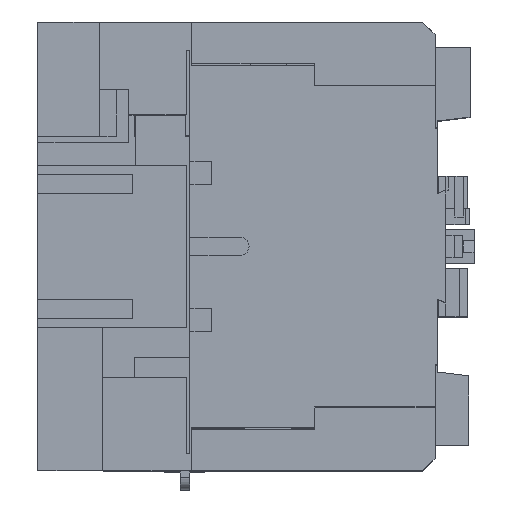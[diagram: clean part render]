
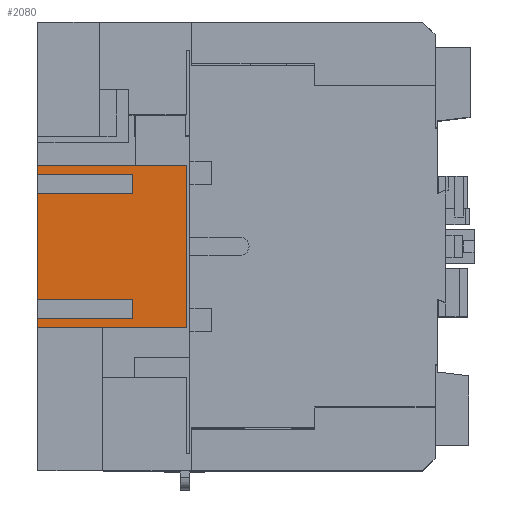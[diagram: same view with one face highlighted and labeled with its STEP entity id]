
A CAD part, top view. The second image highlights one B-rep face of the part: STEP entity #2080.
In plain terms, the highlighted planar face has unit normal (0, 0, 1).
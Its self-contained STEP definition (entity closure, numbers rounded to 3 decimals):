
#88 = CARTESIAN_POINT ( 'NONE',  ( -11.95, 46.3, 37.75 ) ) ;
#205 = DIRECTION ( 'NONE',  ( 0., 1., 0. ) ) ;
#1160 = VECTOR ( 'NONE', #205, 1000. ) ;
#1256 = LINE ( 'NONE', #8978, #28431 ) ;
#1563 = ORIENTED_EDGE ( 'NONE', *, *, #28525, .F. ) ;
#1756 = DIRECTION ( 'NONE',  ( 1., 0., 0. ) ) ;
#1787 = CARTESIAN_POINT ( 'NONE',  ( -47.05, -53.1, 37.75 ) ) ;
#1832 = VERTEX_POINT ( 'NONE', #8316 ) ;
#1932 = DIRECTION ( 'NONE',  ( -1., 0., 0. ) ) ;
#2080 = ADVANCED_FACE ( 'NONE', ( #2905 ), #16986, .T. ) ;
#2181 = ORIENTED_EDGE ( 'NONE', *, *, #24265, .T. ) ;
#2294 = EDGE_CURVE ( 'NONE', #30425, #26427, #17439, .T. ) ;
#2690 = DIRECTION ( 'NONE',  ( 0., 0., 1. ) ) ;
#2905 = FACE_OUTER_BOUND ( 'NONE', #24841, .T. ) ;
#3019 = DIRECTION ( 'NONE',  ( 0., 1., 0. ) ) ;
#3160 = CARTESIAN_POINT ( 'NONE',  ( -24.55, 17., 37.75 ) ) ;
#3544 = DIRECTION ( 'NONE',  ( 0., -1., 0. ) ) ;
#4509 = CARTESIAN_POINT ( 'NONE',  ( -11.95, -19.1, 37.75 ) ) ;
#4806 = EDGE_CURVE ( 'NONE', #29437, #23592, #8745, .T. ) ;
#4808 = LINE ( 'NONE', #6458, #20569 ) ;
#5339 = VECTOR ( 'NONE', #3544, 1000. ) ;
#5504 = CARTESIAN_POINT ( 'NONE',  ( -24.55, 12.5, 37.75 ) ) ;
#5657 = VERTEX_POINT ( 'NONE', #15519 ) ;
#5718 = EDGE_CURVE ( 'NONE', #24657, #26427, #25591, .T. ) ;
#6458 = CARTESIAN_POINT ( 'NONE',  ( -24.55, -12.5, 37.75 ) ) ;
#7478 = CARTESIAN_POINT ( 'NONE',  ( -47.05, 17., 37.75 ) ) ;
#7863 = EDGE_CURVE ( 'NONE', #32546, #11417, #8899, .T. ) ;
#8316 = CARTESIAN_POINT ( 'NONE',  ( -11.95, 19.1, 37.75 ) ) ;
#8745 = LINE ( 'NONE', #3160, #26453 ) ;
#8899 = LINE ( 'NONE', #23624, #28564 ) ;
#8913 = CARTESIAN_POINT ( 'NONE',  ( -24.55, 12.5, 37.75 ) ) ;
#8978 = CARTESIAN_POINT ( 'NONE',  ( -24.55, -17., 37.75 ) ) ;
#9034 = ORIENTED_EDGE ( 'NONE', *, *, #30321, .F. ) ;
#9469 = CARTESIAN_POINT ( 'NONE',  ( -47.05, -17., 37.75 ) ) ;
#11417 = VERTEX_POINT ( 'NONE', #16940 ) ;
#12711 = CARTESIAN_POINT ( 'NONE',  ( 0., 0., 37.75 ) ) ;
#13261 = CARTESIAN_POINT ( 'NONE',  ( -47.05, -53.1, 37.75 ) ) ;
#14604 = DIRECTION ( 'NONE',  ( -1., 0., 0. ) ) ;
#15519 = CARTESIAN_POINT ( 'NONE',  ( -47.05, -19.1, 37.75 ) ) ;
#15982 = EDGE_CURVE ( 'NONE', #23592, #24657, #26210, .T. ) ;
#16141 = DIRECTION ( 'NONE',  ( 0., 1., 0. ) ) ;
#16162 = VECTOR ( 'NONE', #29194, 1000. ) ;
#16543 = CARTESIAN_POINT ( 'NONE',  ( -24.55, -12.5, 37.75 ) ) ;
#16940 = CARTESIAN_POINT ( 'NONE',  ( -24.55, -17., 37.75 ) ) ;
#16986 = PLANE ( 'NONE',  #28776 ) ;
#17272 = VECTOR ( 'NONE', #14604, 1000. ) ;
#17427 = LINE ( 'NONE', #18356, #22575 ) ;
#17430 = DIRECTION ( 'NONE',  ( 1., 0., 0. ) ) ;
#17439 = LINE ( 'NONE', #13261, #31614 ) ;
#17779 = EDGE_CURVE ( 'NONE', #30425, #32546, #4808, .T. ) ;
#18356 = CARTESIAN_POINT ( 'NONE',  ( -47.05, -53.1, 37.75 ) ) ;
#18481 = EDGE_CURVE ( 'NONE', #5657, #22482, #19333, .T. ) ;
#18919 = CARTESIAN_POINT ( 'NONE',  ( -47.05, 12.5, 37.75 ) ) ;
#19297 = CARTESIAN_POINT ( 'NONE',  ( -24.55, 17., 37.75 ) ) ;
#19327 = DIRECTION ( 'NONE',  ( 1., 0., 0. ) ) ;
#19333 = LINE ( 'NONE', #1787, #16162 ) ;
#20090 = ORIENTED_EDGE ( 'NONE', *, *, #18481, .F. ) ;
#20569 = VECTOR ( 'NONE', #19327, 1000. ) ;
#20883 = DIRECTION ( 'NONE',  ( 1., 0., 0. ) ) ;
#21270 = ORIENTED_EDGE ( 'NONE', *, *, #22396, .F. ) ;
#21435 = ORIENTED_EDGE ( 'NONE', *, *, #23011, .T. ) ;
#21641 = LINE ( 'NONE', #32300, #17272 ) ;
#22396 = EDGE_CURVE ( 'NONE', #24179, #1832, #28483, .T. ) ;
#22455 = CARTESIAN_POINT ( 'NONE',  ( -47.05, 19.1, 37.75 ) ) ;
#22482 = VERTEX_POINT ( 'NONE', #9469 ) ;
#22575 = VECTOR ( 'NONE', #16141, 1000. ) ;
#22809 = ORIENTED_EDGE ( 'NONE', *, *, #15982, .T. ) ;
#23011 = EDGE_CURVE ( 'NONE', #11417, #22482, #1256, .T. ) ;
#23254 = DIRECTION ( 'NONE',  ( -1., 0., 0. ) ) ;
#23592 = VERTEX_POINT ( 'NONE', #19297 ) ;
#23624 = CARTESIAN_POINT ( 'NONE',  ( -24.55, -17., 37.75 ) ) ;
#24179 = VERTEX_POINT ( 'NONE', #22455 ) ;
#24265 = EDGE_CURVE ( 'NONE', #24775, #1832, #31857, .T. ) ;
#24300 = CARTESIAN_POINT ( 'NONE',  ( -47.05, 19.1, 37.75 ) ) ;
#24501 = ORIENTED_EDGE ( 'NONE', *, *, #17779, .T. ) ;
#24657 = VERTEX_POINT ( 'NONE', #8913 ) ;
#24775 = VERTEX_POINT ( 'NONE', #4509 ) ;
#24841 = EDGE_LOOP ( 'NONE', ( #2181, #21270, #1563, #24897, #22809, #29889, #31232, #24501, #32220, #21435, #20090, #9034 ) ) ;
#24897 = ORIENTED_EDGE ( 'NONE', *, *, #4806, .T. ) ;
#25254 = CARTESIAN_POINT ( 'NONE',  ( -47.05, -12.5, 37.75 ) ) ;
#25591 = LINE ( 'NONE', #5504, #29141 ) ;
#26210 = LINE ( 'NONE', #28404, #5339 ) ;
#26427 = VERTEX_POINT ( 'NONE', #18919 ) ;
#26453 = VECTOR ( 'NONE', #20883, 1000. ) ;
#28404 = CARTESIAN_POINT ( 'NONE',  ( -24.55, 17., 37.75 ) ) ;
#28431 = VECTOR ( 'NONE', #1932, 1000. ) ;
#28483 = LINE ( 'NONE', #24300, #30047 ) ;
#28525 = EDGE_CURVE ( 'NONE', #29437, #24179, #17427, .T. ) ;
#28564 = VECTOR ( 'NONE', #31098, 1000. ) ;
#28776 = AXIS2_PLACEMENT_3D ( 'NONE', #12711, #2690, #17430 ) ;
#29141 = VECTOR ( 'NONE', #23254, 1000. ) ;
#29194 = DIRECTION ( 'NONE',  ( 0., 1., 0. ) ) ;
#29437 = VERTEX_POINT ( 'NONE', #7478 ) ;
#29889 = ORIENTED_EDGE ( 'NONE', *, *, #5718, .T. ) ;
#30047 = VECTOR ( 'NONE', #1756, 1000. ) ;
#30321 = EDGE_CURVE ( 'NONE', #24775, #5657, #21641, .T. ) ;
#30425 = VERTEX_POINT ( 'NONE', #25254 ) ;
#31098 = DIRECTION ( 'NONE',  ( 0., -1., 0. ) ) ;
#31232 = ORIENTED_EDGE ( 'NONE', *, *, #2294, .F. ) ;
#31614 = VECTOR ( 'NONE', #3019, 1000. ) ;
#31857 = LINE ( 'NONE', #88, #1160 ) ;
#32220 = ORIENTED_EDGE ( 'NONE', *, *, #7863, .T. ) ;
#32300 = CARTESIAN_POINT ( 'NONE',  ( -31.7, -19.1, 37.75 ) ) ;
#32546 = VERTEX_POINT ( 'NONE', #16543 ) ;
